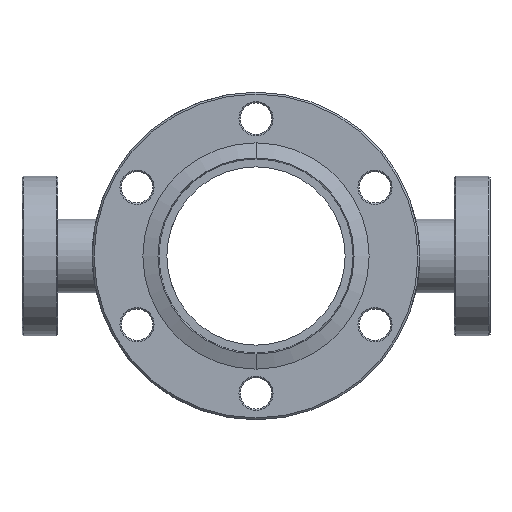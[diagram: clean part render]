
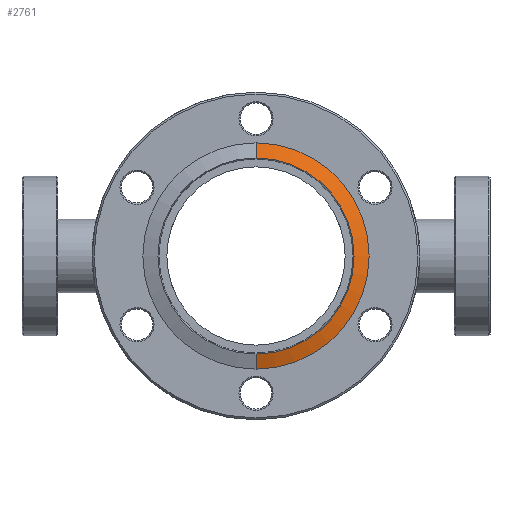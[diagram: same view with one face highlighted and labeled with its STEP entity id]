
A CAD part, front view. The second image highlights one B-rep face of the part: STEP entity #2761.
In plain terms, the highlighted conical face has half-angle 70 degrees and reference radius 24.175 mm.
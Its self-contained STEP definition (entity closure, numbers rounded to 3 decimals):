
#59 = CARTESIAN_POINT ( 'NONE',  ( 0., -7.726, 24.175 ) ) ;
#179 = EDGE_LOOP ( 'NONE', ( #2391, #3143, #4577, #1517 ) ) ;
#432 = DIRECTION ( 'NONE',  ( 0., 0.342, -0.94 ) ) ;
#578 = LINE ( 'NONE', #2549, #3189 ) ;
#652 = EDGE_CURVE ( 'NONE', #3568, #3612, #2696, .T. ) ;
#830 = AXIS2_PLACEMENT_3D ( 'NONE', #4418, #3005, #2661 ) ;
#1076 = VERTEX_POINT ( 'NONE', #2146 ) ;
#1132 = EDGE_CURVE ( 'NONE', #3568, #1076, #3956, .T. ) ;
#1231 = CARTESIAN_POINT ( 'NONE',  ( 0., -7.726, 0. ) ) ;
#1353 = EDGE_CURVE ( 'NONE', #1076, #3131, #578, .T. ) ;
#1517 = ORIENTED_EDGE ( 'NONE', *, *, #652, .F. ) ;
#1772 = DIRECTION ( 'NONE',  ( 0., 1., 0. ) ) ;
#1866 = CARTESIAN_POINT ( 'NONE',  ( 0., -7.726, -24.175 ) ) ;
#2038 = DIRECTION ( 'NONE',  ( 0., 0.342, 0.94 ) ) ;
#2113 = AXIS2_PLACEMENT_3D ( 'NONE', #3880, #1772, #4248 ) ;
#2146 = CARTESIAN_POINT ( 'NONE',  ( 0., -8.9, -20.95 ) ) ;
#2391 = ORIENTED_EDGE ( 'NONE', *, *, #1132, .T. ) ;
#2531 = FACE_OUTER_BOUND ( 'NONE', #179, .T. ) ;
#2549 = CARTESIAN_POINT ( 'NONE',  ( 0., -7.726, -24.175 ) ) ;
#2661 = DIRECTION ( 'NONE',  ( 0., 0., 1. ) ) ;
#2696 = LINE ( 'NONE', #2987, #4477 ) ;
#2761 = ADVANCED_FACE ( 'NONE', ( #2531 ), #4312, .T. ) ;
#2987 = CARTESIAN_POINT ( 'NONE',  ( 0., -7.726, 24.175 ) ) ;
#3005 = DIRECTION ( 'NONE',  ( 0., 1., 0. ) ) ;
#3131 = VERTEX_POINT ( 'NONE', #1866 ) ;
#3143 = ORIENTED_EDGE ( 'NONE', *, *, #1353, .T. ) ;
#3189 = VECTOR ( 'NONE', #432, 1000. ) ;
#3247 = CARTESIAN_POINT ( 'NONE',  ( 0., -8.9, 20.95 ) ) ;
#3370 = DIRECTION ( 'NONE',  ( 0., 0., 1. ) ) ;
#3448 = EDGE_CURVE ( 'NONE', #3612, #3131, #3614, .T. ) ;
#3568 = VERTEX_POINT ( 'NONE', #3247 ) ;
#3612 = VERTEX_POINT ( 'NONE', #59 ) ;
#3614 = CIRCLE ( 'NONE', #2113, 24.175 ) ;
#3719 = DIRECTION ( 'NONE',  ( 0., 1., 0. ) ) ;
#3880 = CARTESIAN_POINT ( 'NONE',  ( 0., -7.726, 0. ) ) ;
#3956 = CIRCLE ( 'NONE', #830, 20.95 ) ;
#4248 = DIRECTION ( 'NONE',  ( 0., 0., 1. ) ) ;
#4312 = CONICAL_SURFACE ( 'NONE', #4520, 24.175, 1.222 ) ;
#4418 = CARTESIAN_POINT ( 'NONE',  ( 0., -8.9, 0. ) ) ;
#4477 = VECTOR ( 'NONE', #2038, 1000. ) ;
#4520 = AXIS2_PLACEMENT_3D ( 'NONE', #1231, #3719, #3370 ) ;
#4577 = ORIENTED_EDGE ( 'NONE', *, *, #3448, .F. ) ;
